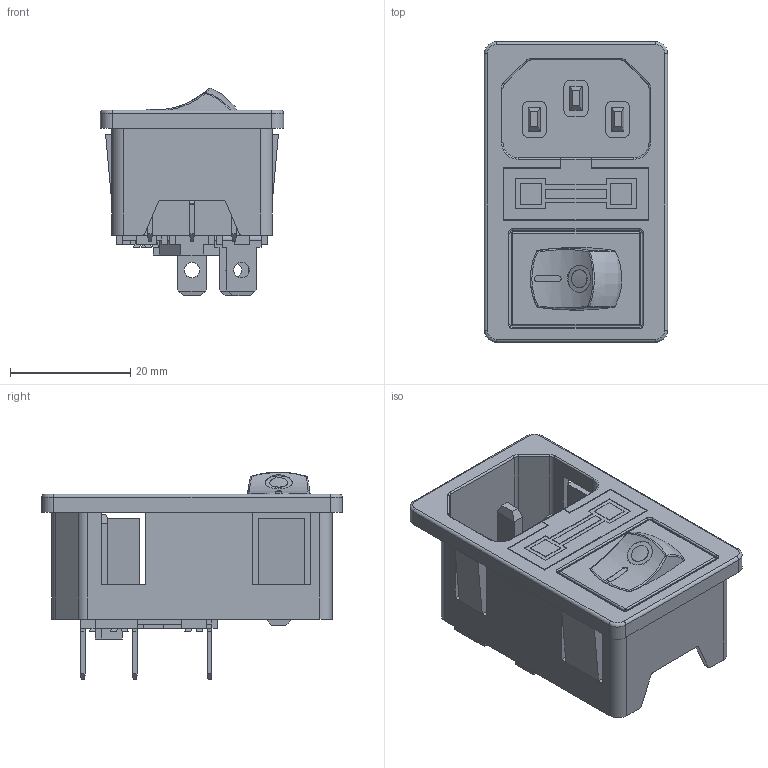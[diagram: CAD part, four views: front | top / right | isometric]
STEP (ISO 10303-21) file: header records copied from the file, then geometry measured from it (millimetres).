
FILE_DESCRIPTION(('FreeCAD Model'),'2;1');
FILE_NAME('Open CASCADE Shape Model','2022-11-12T13:39:32',(''),(''), 'Open CASCADE STEP processor 7.6','FreeCAD','Unknown');
FILE_SCHEMA(('CONFIG_CONTROL_DESIGN','SHAPE_APPEARANCE_LAYER_MIM'));
Length unit declared in the file: millimetre
Products named in the file (16): Fusion001; Cut; Cut001; Body008; Body009; Body010; Body012; Body014; Body015; Body016; Body017; Body018; Body019; Body020; Body021; Body022
Bounding box: 30.5 x 50 x 34.58 mm (x, y, z)
Volume: 16380.1 mm3; surface area: 14029 mm2
Topology: 17 solids, 17 shells, 685 faces, 1741 edges, 1094 vertices
Faces by surface type: plane 549, cylinder 88, bspline 22, torus 14, revolution 8, sphere 4
Full cylindrical faces by diameter (mm): 2 x4, 2.6 x3, 3 x2, 4.5 x2
Entity records: 23079 total; most frequent: CARTESIAN_POINT 6143, ORIENTED_EDGE 3454, DIRECTION 3190, EDGE_CURVE 1727, LINE 1462, VECTOR 1462, VERTEX_POINT 1094, AXIS2_PLACEMENT_3D 860
